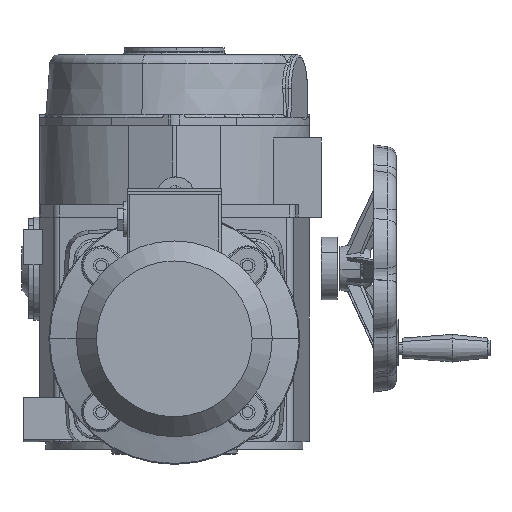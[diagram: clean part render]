
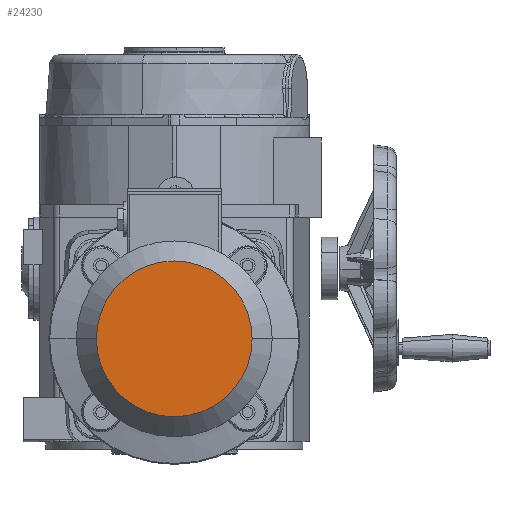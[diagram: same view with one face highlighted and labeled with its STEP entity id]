
A CAD part, left-side view. The second image highlights one B-rep face of the part: STEP entity #24230.
In plain terms, the highlighted planar face has unit normal (-1, 0, 0).
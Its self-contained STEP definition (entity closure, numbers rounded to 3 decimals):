
#242 = FACE_OUTER_BOUND ( 'NONE', #42825, .T. ) ;
#711 = CARTESIAN_POINT ( 'NONE',  ( -429.052, -34.27, -4.5 ) ) ;
#3125 = DIRECTION ( 'NONE',  ( 0., -1., 0. ) ) ;
#4847 = EDGE_CURVE ( 'NONE', #56430, #47084, #26086, .T. ) ;
#8019 = DIRECTION ( 'NONE',  ( -1., 0., 0. ) ) ;
#8877 = AXIS2_PLACEMENT_3D ( 'NONE', #49662, #21564, #35453 ) ;
#16837 = CARTESIAN_POINT ( 'NONE',  ( -429.052, 27.787, -4.5 ) ) ;
#18777 = ORIENTED_EDGE ( 'NONE', *, *, #4847, .T. ) ;
#21564 = DIRECTION ( 'NONE',  ( -1., 0., 0. ) ) ;
#24230 = ADVANCED_FACE ( 'NONE', ( #242 ), #31325, .T. ) ;
#26086 = CIRCLE ( 'NONE', #52550, 62.057 ) ;
#26756 = AXIS2_PLACEMENT_3D ( 'NONE', #16837, #30481, #30687 ) ;
#29757 = ORIENTED_EDGE ( 'NONE', *, *, #55973, .T. ) ;
#30481 = DIRECTION ( 'NONE',  ( -1., 0., 0. ) ) ;
#30687 = DIRECTION ( 'NONE',  ( 0., -1., 0. ) ) ;
#31325 = PLANE ( 'NONE',  #26756 ) ;
#35453 = DIRECTION ( 'NONE',  ( 0., -1., 0. ) ) ;
#40702 = CARTESIAN_POINT ( 'NONE',  ( -429.052, 89.844, -4.5 ) ) ;
#42825 = EDGE_LOOP ( 'NONE', ( #18777, #29757 ) ) ;
#47084 = VERTEX_POINT ( 'NONE', #40702 ) ;
#49662 = CARTESIAN_POINT ( 'NONE',  ( -429.052, 27.787, -4.5 ) ) ;
#50368 = CARTESIAN_POINT ( 'NONE',  ( -429.052, 27.787, -4.5 ) ) ;
#52550 = AXIS2_PLACEMENT_3D ( 'NONE', #50368, #8019, #3125 ) ;
#55973 = EDGE_CURVE ( 'NONE', #47084, #56430, #56616, .T. ) ;
#56430 = VERTEX_POINT ( 'NONE', #711 ) ;
#56616 = CIRCLE ( 'NONE', #8877, 62.057 ) ;
